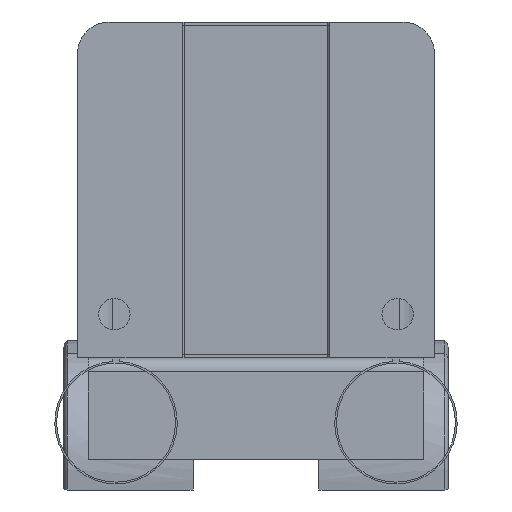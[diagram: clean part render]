
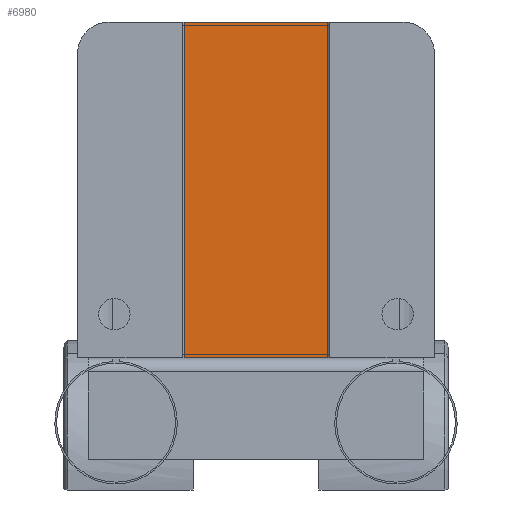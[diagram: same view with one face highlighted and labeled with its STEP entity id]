
A CAD part, front view. The second image highlights one B-rep face of the part: STEP entity #6980.
In plain terms, the highlighted planar face has unit normal (0, -1, 0).
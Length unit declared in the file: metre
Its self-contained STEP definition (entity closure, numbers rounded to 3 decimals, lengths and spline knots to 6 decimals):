
#1423=ORIENTED_EDGE('',*,*,#3136,.F.);
#1424=ORIENTED_EDGE('',*,*,#3328,.T.);
#1425=ORIENTED_EDGE('',*,*,#2890,.T.);
#1426=ORIENTED_EDGE('',*,*,#3329,.T.);
#2890=EDGE_CURVE('',#3963,#3964,#4652,.T.);
#3136=EDGE_CURVE('',#4169,#4170,#4800,.T.);
#3328=EDGE_CURVE('',#4169,#3963,#4896,.T.);
#3329=EDGE_CURVE('',#3964,#4170,#4897,.T.);
#3963=VERTEX_POINT('',#9950);
#3964=VERTEX_POINT('',#9951);
#4169=VERTEX_POINT('',#10773);
#4170=VERTEX_POINT('',#10775);
#4652=LINE('',#9949,#5231);
#4800=LINE('',#10774,#5379);
#4896=LINE('',#11327,#5475);
#4897=LINE('',#11328,#5476);
#5231=VECTOR('',#7998,1.);
#5379=VECTOR('',#8348,1.);
#5475=VECTOR('',#8732,1.);
#5476=VECTOR('',#8733,1.);
#5913=EDGE_LOOP('',(#1423,#1424,#1425,#1426));
#6359=FACE_BOUND('',#5913,.T.);
#6733=PLANE('',#7532);
#6980=ADVANCED_FACE('',(#6359),#6733,.T.);
#7532=AXIS2_PLACEMENT_3D('',#11326,#8730,#8731);
#7998=DIRECTION('',(1.,0.,0.));
#8348=DIRECTION('',(1.,0.,0.));
#8730=DIRECTION('',(0.,-1.,0.));
#8731=DIRECTION('',(1.,0.,0.));
#8732=DIRECTION('',(0.,0.,-1.));
#8733=DIRECTION('',(0.,0.,1.));
#9949=CARTESIAN_POINT('',(-0.071268,7.96798,-1.289049));
#9950=CARTESIAN_POINT('',(-0.520679,7.96798,-1.289049));
#9951=CARTESIAN_POINT('',(0.520721,7.96798,-1.289049));
#10773=CARTESIAN_POINT('',(-0.520679,7.96798,1.149351));
#10774=CARTESIAN_POINT('',(-0.071268,7.96798,1.149351));
#10775=CARTESIAN_POINT('',(0.520721,7.96798,1.149351));
#11326=CARTESIAN_POINT('',(0.000021,7.96798,-0.735552));
#11327=CARTESIAN_POINT('',(-0.520679,7.96798,-0.735552));
#11328=CARTESIAN_POINT('',(0.520721,7.96798,1.149351));
